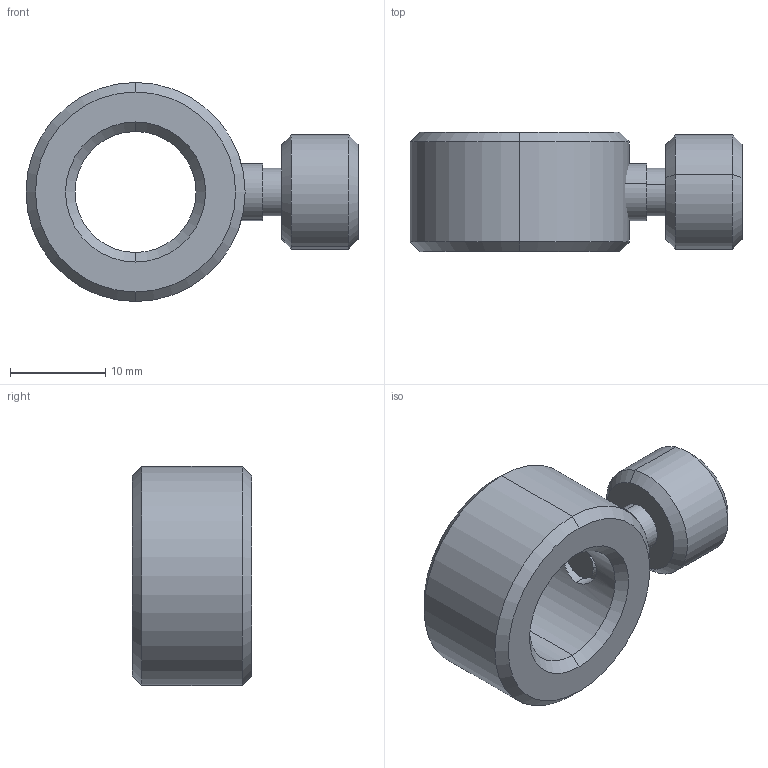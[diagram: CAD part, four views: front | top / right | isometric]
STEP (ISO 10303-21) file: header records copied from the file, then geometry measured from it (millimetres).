
FILE_DESCRIPTION (( 'STEP AP203' ), '1' );
FILE_NAME ('GCM-0302M 俋倛芞.STEP', '2019-07-18T02:58:25', ( 'china' ), ( 'china' ), 'SwSTEP 2.0', 'SolidWorks 2015', '' );
FILE_SCHEMA (( 'CONFIG_CONTROL_DESIGN' ));
Length unit declared in the file: millimetre
Products named in the file (1): GCM-0302M 俋倛芞
Bounding box: 34.85 x 12.5 x 23 mm (x, y, z)
Surface area: 2533.9 mm2 (no closed solid volume)
Topology: 0 solids, 4 shells, 33 faces, 70 edges, 44 vertices
Faces by surface type: cylinder 14, cone 12, plane 7
Entity records: 1086 total; most frequent: CARTESIAN_POINT 266, DIRECTION 174, ORIENTED_EDGE 132, AXIS2_PLACEMENT_3D 74, EDGE_CURVE 70, VERTEX_POINT 44, CIRCLE 40, EDGE_LOOP 40
